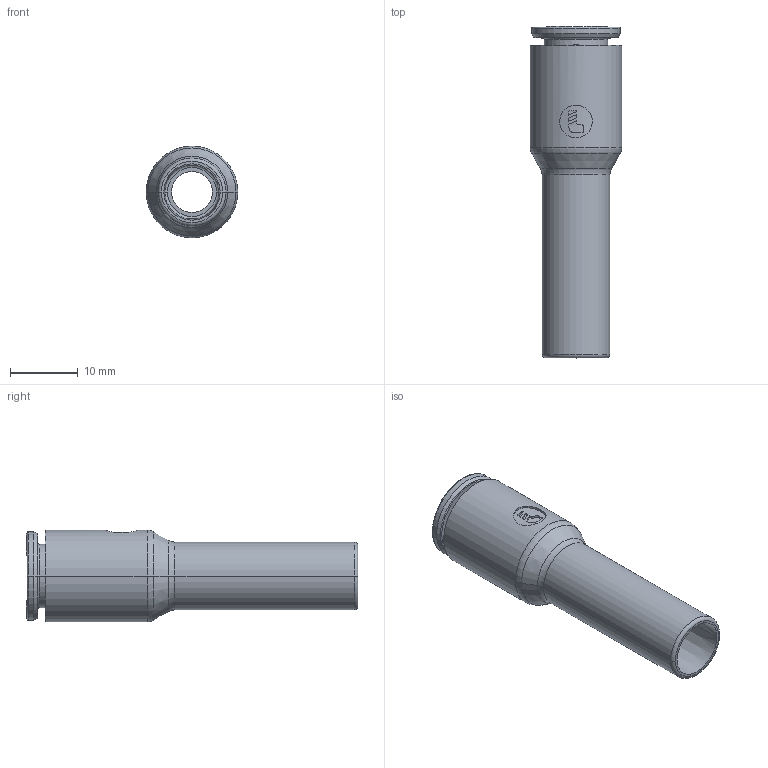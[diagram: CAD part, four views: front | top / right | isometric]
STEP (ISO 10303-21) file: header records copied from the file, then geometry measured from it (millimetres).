
FILE_DESCRIPTION(('STEP AP214'),'1');
FILE_NAME('6866_08_10.stp','2016-07-07T14:45:31',('TraceParts'),('TraceParts S.A.'),'Spatial InterOp 3D',' ',' ');
FILE_SCHEMA(('automotive_design'));
Length unit declared in the file: millimetre
Products named in the file (6): V866-08-10_ASM|Next assembly relationship#44108-19_ASM|Next assembly relationship#44108-30;44108-30; V866-08-10_ASM|Next assembly relationship#44108-19_ASM|Next assembly relationship#44108-32;44108-32; V866-08-10_ASM|Next assembly relationship#44108-19_ASM|Next assembly relationship#44108;44108; V866-08-10_ASM|Next assembly relationship#44108-19_ASM|Next assembly relationship#44108-40;44108-40; V866-08-10_ASM|Next assembly relationship#44518-22;44518-22; V866-08-10_ASM|Next assembly relationship#44108-11-10-ASM;44108-11-10-ASM
Bounding box: 13.5 x 48.85 x 13.5 mm (x, y, z)
Volume: 2427.5 mm3; surface area: 4805.1 mm2
Topology: 6 solids, 6 shells, 682 faces, 1773 edges, 1135 vertices
Faces by surface type: plane 408, cone 80, cylinder 78, torus 60, bspline 54, sphere 2
Entity records: 23148 total; most frequent: CARTESIAN_POINT 6521, ORIENTED_EDGE 3542, DIRECTION 3245, EDGE_CURVE 1771, LINE 1253, VECTOR 1253, VERTEX_POINT 1135, AXIS2_PLACEMENT_3D 996
